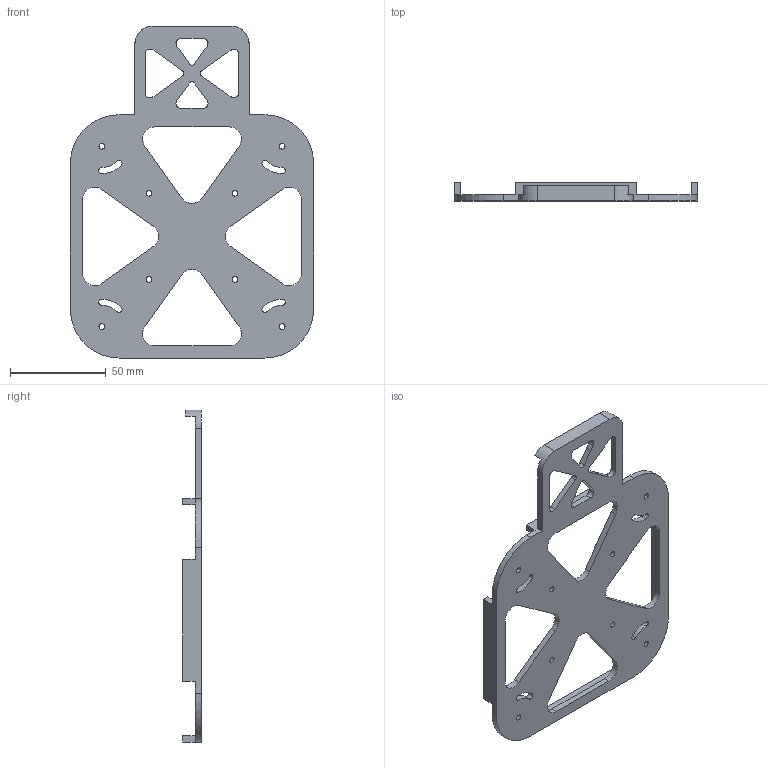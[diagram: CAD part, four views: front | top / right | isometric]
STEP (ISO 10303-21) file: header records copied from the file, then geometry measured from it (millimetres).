
FILE_DESCRIPTION(/* description */ (''),/* implementation_level */ '2;1');
FILE_NAME(/* name */ 'Body.stp',/* time_stamp */ '2015-05-12T06:51:46-07:00',/* author */ ('Admin'),/* organization */ (''),/* preprocessor_version */ 'ST-DEVELOPER v16.1',/* originating_system */ 'Autodesk Inventor 2016',/* authorisation */ '');
FILE_SCHEMA (('AUTOMOTIVE_DESIGN { 1 0 10303 214 3 1 1 }'));
Length unit declared in the file: inch
Products named in the file (1): Body
Bounding box: 127 x 9.53 x 173.35 mm (x, y, z)
Volume: 44985.7 mm3; surface area: 33595.3 mm2
Topology: 1 solids, 1 shells, 118 faces, 336 edges, 224 vertices
Faces by surface type: plane 60, cylinder 58
Full cylindrical faces by diameter (mm): 3 x8, 8.89 x4
Entity records: 3924 total; most frequent: DIRECTION 680, CARTESIAN_POINT 667, ORIENTED_EDGE 648, EDGE_CURVE 324, AXIS2_PLACEMENT_3D 237, VERTEX_POINT 224, LINE 206, VECTOR 206
